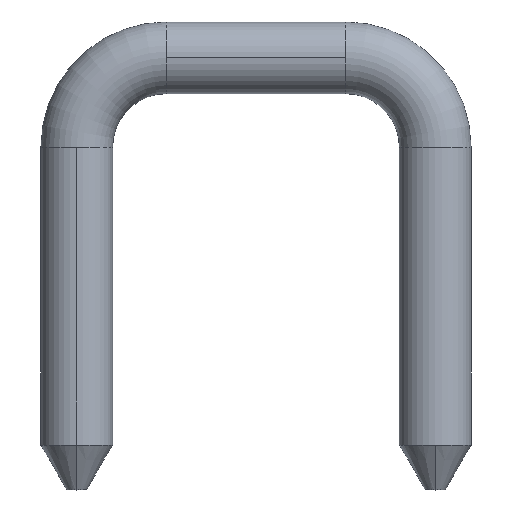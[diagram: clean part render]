
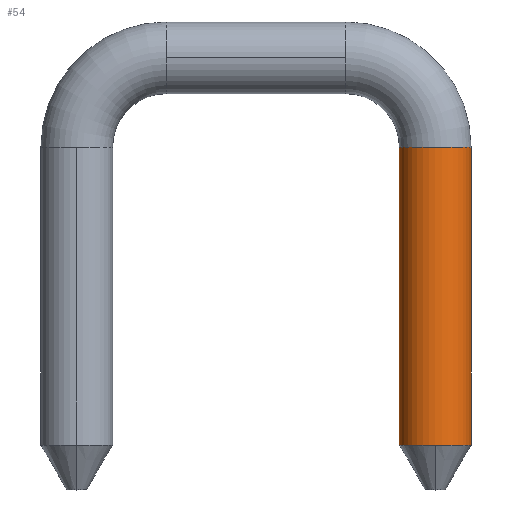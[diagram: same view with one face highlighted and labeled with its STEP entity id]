
A CAD part, top view. The second image highlights one B-rep face of the part: STEP entity #54.
In plain terms, the highlighted cylindrical face has radius 0.508 mm (diameter 1.016 mm), a partial arc.
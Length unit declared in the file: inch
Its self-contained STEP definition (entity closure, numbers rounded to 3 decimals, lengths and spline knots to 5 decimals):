
#33 = ORIENTED_EDGE ( 'NONE', *, *, #36, .F. ) ;
#36 = EDGE_CURVE ( 'NONE', #229, #214, #276, .T. ) ;
#45 = ORIENTED_EDGE ( 'NONE', *, *, #217, .T. ) ;
#46 = EDGE_CURVE ( 'NONE', #53, #218, #441, .T. ) ;
#47 = ORIENTED_EDGE ( 'NONE', *, *, #46, .T. ) ;
#48 = ORIENTED_EDGE ( 'NONE', *, *, #49, .T. ) ;
#49 = EDGE_CURVE ( 'NONE', #108, #53, #437, .T. ) ;
#50 = EDGE_LOOP ( 'NONE', ( #51, #48, #47, #45, #33 ) ) ;
#51 = ORIENTED_EDGE ( 'NONE', *, *, #52, .T. ) ;
#52 = EDGE_CURVE ( 'NONE', #229, #108, #433, .T. ) ;
#53 = VERTEX_POINT ( 'NONE', #387 ) ;
#54 = ADVANCED_FACE ( 'NONE', ( #386 ), #493, .T. ) ;
#108 = VERTEX_POINT ( 'NONE', #691 ) ;
#214 = VERTEX_POINT ( 'NONE', #795 ) ;
#217 = EDGE_CURVE ( 'NONE', #218, #214, #789, .T. ) ;
#218 = VERTEX_POINT ( 'NONE', #784 ) ;
#229 = VERTEX_POINT ( 'NONE', #718 ) ;
#273 = DIRECTION ( 'NONE',  ( 0., -1., 0. ) ) ;
#274 = VECTOR ( 'NONE', #273, 39.37008 ) ;
#275 = CARTESIAN_POINT ( 'NONE',  ( 0.22, 0.191, 0. ) ) ;
#276 = LINE ( 'NONE', #275, #274 ) ;
#386 = FACE_OUTER_BOUND ( 'NONE', #50, .T. ) ;
#387 = CARTESIAN_POINT ( 'NONE',  ( 0.18, 0.025, 0. ) ) ;
#388 = DIRECTION ( 'NONE',  ( 0., 0., 1. ) ) ;
#389 = DIRECTION ( 'NONE',  ( 0., -1., 0. ) ) ;
#390 = CARTESIAN_POINT ( 'NONE',  ( 0.2, 0.191, 0. ) ) ;
#391 = AXIS2_PLACEMENT_3D ( 'NONE', #390, #389, #388 ) ;
#433 = CIRCLE ( 'NONE', #391, 0.02 ) ;
#434 = DIRECTION ( 'NONE',  ( 0., -1., 0. ) ) ;
#435 = VECTOR ( 'NONE', #434, 39.37008 ) ;
#436 = CARTESIAN_POINT ( 'NONE',  ( 0.18, 0.191, 0. ) ) ;
#437 = LINE ( 'NONE', #436, #435 ) ;
#438 = DIRECTION ( 'NONE',  ( 0., 0., -1. ) ) ;
#439 = DIRECTION ( 'NONE',  ( 0., 1., 0. ) ) ;
#440 = AXIS2_PLACEMENT_3D ( 'NONE', #446, #439, #438 ) ;
#441 = CIRCLE ( 'NONE', #440, 0.02 ) ;
#446 = CARTESIAN_POINT ( 'NONE',  ( 0.2, 0.025, 0. ) ) ;
#490 = DIRECTION ( 'NONE',  ( 1., 0., 0. ) ) ;
#491 = DIRECTION ( 'NONE',  ( 0., -1., 0. ) ) ;
#492 = AXIS2_PLACEMENT_3D ( 'NONE', #495, #491, #490 ) ;
#493 = CYLINDRICAL_SURFACE ( 'NONE', #492, 0.02 ) ;
#495 = CARTESIAN_POINT ( 'NONE',  ( 0.2, 0.191, 0. ) ) ;
#691 = CARTESIAN_POINT ( 'NONE',  ( 0.18, 0.191, 0. ) ) ;
#718 = CARTESIAN_POINT ( 'NONE',  ( 0.22, 0.191, 0. ) ) ;
#784 = CARTESIAN_POINT ( 'NONE',  ( 0.2, 0.025, 0.02 ) ) ;
#785 = DIRECTION ( 'NONE',  ( 0., 0., -1. ) ) ;
#786 = DIRECTION ( 'NONE',  ( 0., 1., 0. ) ) ;
#787 = CARTESIAN_POINT ( 'NONE',  ( 0.2, 0.025, 0. ) ) ;
#788 = AXIS2_PLACEMENT_3D ( 'NONE', #787, #786, #785 ) ;
#789 = CIRCLE ( 'NONE', #788, 0.02 ) ;
#795 = CARTESIAN_POINT ( 'NONE',  ( 0.22, 0.025, 0. ) ) ;
